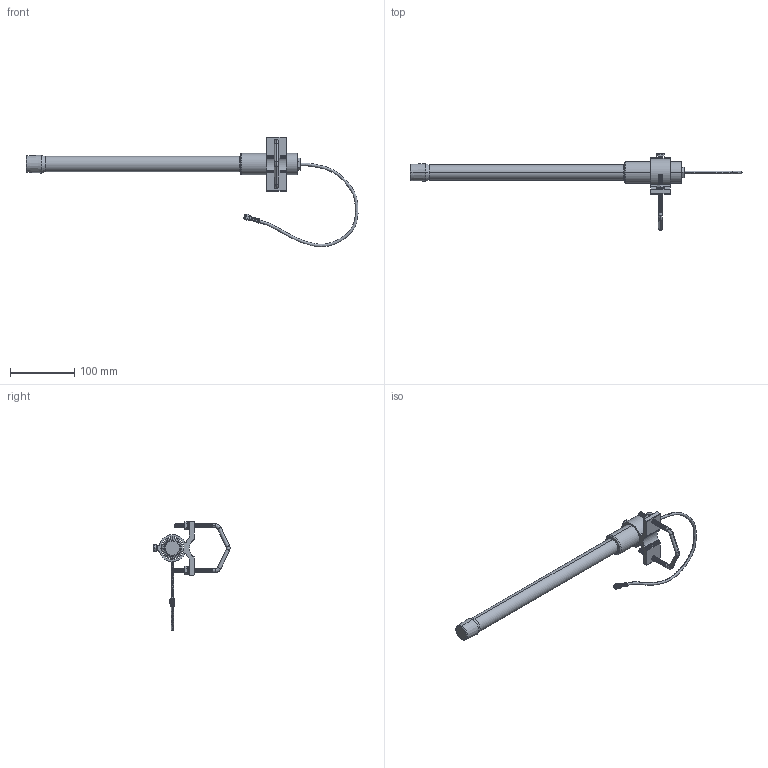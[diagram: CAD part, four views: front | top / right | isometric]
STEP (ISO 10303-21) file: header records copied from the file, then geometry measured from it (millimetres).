
FILE_DESCRIPTION (( 'STEP AP214' ), '1' );
FILE_NAME ('FM51OM1026_3D.step', '2022-12-30T19:19:49', ( '' ), ( '' ), 'SwSTEP 2.0', 'SolidWorks 2022', '' );
FILE_SCHEMA (( 'AUTOMOTIVE_DESIGN' ));
Length unit declared in the file: inch
Products named in the file (6): Copy of HG2408U_Bracket^FM51OM1026; Copy of HG2408U_ANTENNA^FM51OM1026; Copy of HG2408U_Ubolt^FM51OM1026; Copy of PE4767^FM51OM1026_Crimped; FM51OM1026_3D; Copy of HG2408U_Cable 12Inch^FM51OM1026
Assembly tree (5 placements, depth 2):
  FM51OM1026_3D
    Copy of HG2408U_ANTENNA^FM51OM1026
    Copy of HG2408U_Bracket^FM51OM1026
    Copy of HG2408U_Ubolt^FM51OM1026
    Copy of HG2408U_Cable 12Inch^FM51OM1026
    Copy of PE4767^FM51OM1026_Crimped
Bounding box: 518.44 x 119.15 x 171.16 mm (x, y, z)
Volume: 277222.5 mm3; surface area: 64810.6 mm2
Topology: 8 solids, 8 shells, 957 faces, 2113 edges, 1193 vertices
Faces by surface type: cone 630, cylinder 151, plane 135, torus 22, bspline 19
Entity records: 41542 total; most frequent: CARTESIAN_POINT 10535, DIRECTION 4684, ORIENTED_EDGE 4226, EDGE_CURVE 2113, AXIS2_PLACEMENT_3D 1874, VERTEX_POINT 1193, EDGE_LOOP 986, FACE_OUTER_BOUND 957
